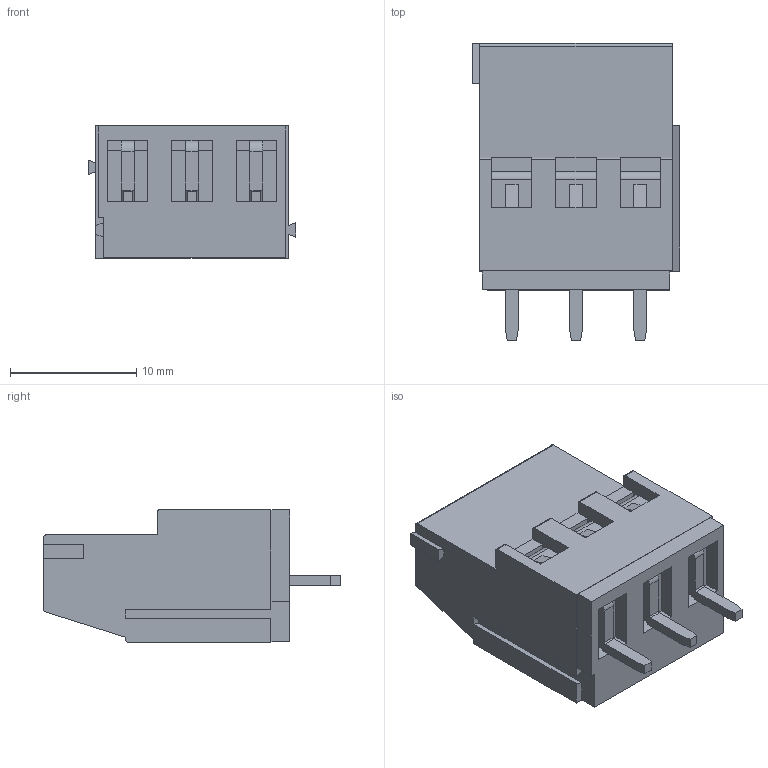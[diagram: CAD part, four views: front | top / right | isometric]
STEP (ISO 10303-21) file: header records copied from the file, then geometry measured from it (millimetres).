
FILE_DESCRIPTION (( 'STEP AP214' ), '1' );
FILE_NAME ('TB009-508-03BE.STEP', '2023-03-24T00:39:03', ( '' ), ( '' ), 'SwSTEP 2.0', 'SolidWorks 2021', '' );
FILE_SCHEMA (( 'AUTOMOTIVE_DESIGN' ));
Length unit declared in the file: millimetre
Products named in the file (1): TB009-508-03BE
Bounding box: 16.44 x 23.5 x 10.5 mm (x, y, z)
Volume: 2577.2 mm3; surface area: 2521.2 mm2
Topology: 7 solids, 7 shells, 198 faces, 519 edges, 341 vertices
Faces by surface type: plane 155, cylinder 34, torus 9
Entity records: 6195 total; most frequent: CARTESIAN_POINT 1143, ORIENTED_EDGE 1038, DIRECTION 997, EDGE_CURVE 519, VECTOR 415, LINE 415, VERTEX_POINT 341, AXIS2_PLACEMENT_3D 291
